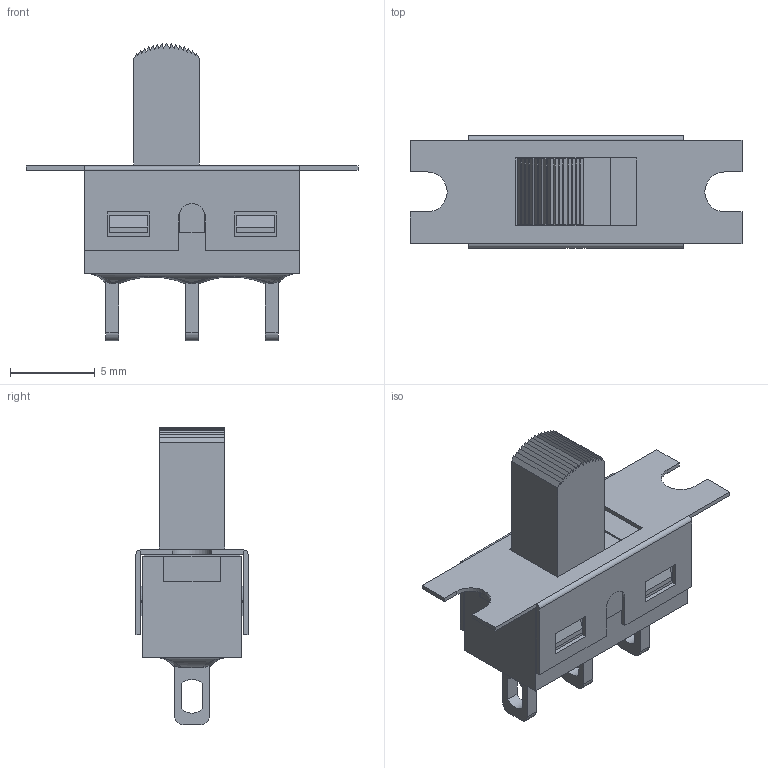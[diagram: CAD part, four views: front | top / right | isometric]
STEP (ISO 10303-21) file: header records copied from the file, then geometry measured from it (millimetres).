
FILE_DESCRIPTION(/* description */ (''),/* implementation_level */ '2;1');
FILE_NAME(/* name */ '500SPPxS2M1xEB.stp',/* time_stamp */ '2025-05-14T16:24:17-05:00',/* author */ ('mroman'),/* organization */ (''),/* preprocessor_version */ 'ST-DEVELOPER v18.1',/* originating_system */ 'Autodesk Inventor 2022',/* authorisation */ '');
FILE_SCHEMA (('AUTOMOTIVE_DESIGN { 1 0 10303 214 3 1 1 }'));
Length unit declared in the file: inch
Products named in the file (1): 500SPPxS2M1xEB
Bounding box: 19.56 x 6.6 x 17.55 mm (x, y, z)
Volume: 385.8 mm3; surface area: 1241.6 mm2
Topology: 1 solids, 1 shells, 226 faces, 634 edges, 419 vertices
Faces by surface type: plane 188, cylinder 29, bspline 8, cone 1
Full cylindrical faces by diameter (mm): 2.4 x1
Entity records: 7637 total; most frequent: CARTESIAN_POINT 1777, ORIENTED_EDGE 1268, DIRECTION 1093, EDGE_CURVE 634, LINE 521, VECTOR 521, VERTEX_POINT 419, AXIS2_PLACEMENT_3D 286
